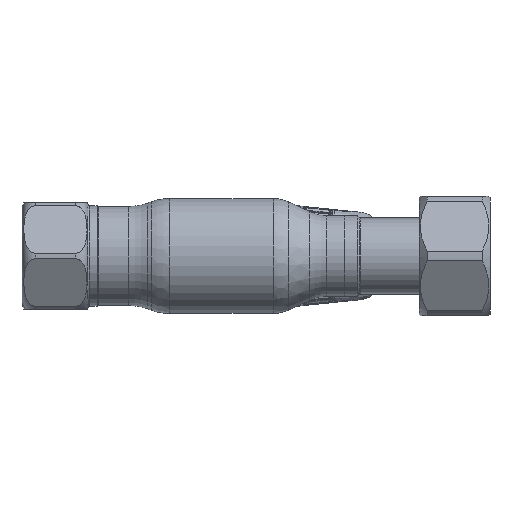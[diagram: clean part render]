
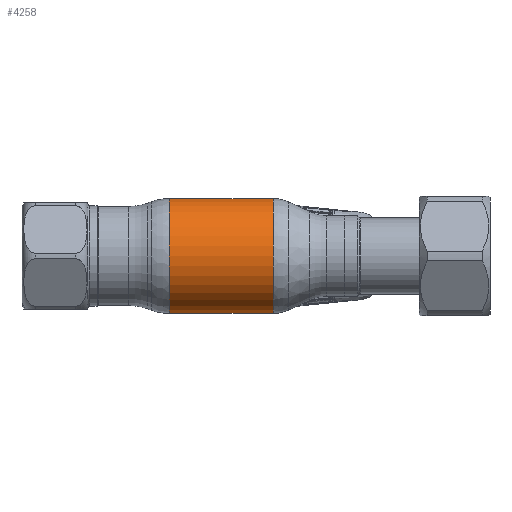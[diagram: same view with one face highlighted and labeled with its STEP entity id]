
A CAD part, front view. The second image highlights one B-rep face of the part: STEP entity #4258.
In plain terms, the highlighted cylindrical face has radius 13 mm (diameter 26 mm), a partial arc.
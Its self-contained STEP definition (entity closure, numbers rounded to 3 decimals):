
#733 = DIRECTION ( 'NONE',  ( 1., 0., 0. ) ) ;
#779 = VECTOR ( 'NONE', #20469, 1000. ) ;
#4011 = CARTESIAN_POINT ( 'NONE',  ( 62.69, 0., -13. ) ) ;
#4258 = ADVANCED_FACE ( 'NONE', ( #20173 ), #28817, .T. ) ;
#4290 = DIRECTION ( 'NONE',  ( 1., 0., 0. ) ) ;
#4558 = EDGE_LOOP ( 'NONE', ( #44408, #53440, #56088, #37277 ) ) ;
#6121 = CARTESIAN_POINT ( 'NONE',  ( 62.69, 0., 0. ) ) ;
#6661 = DIRECTION ( 'NONE',  ( 0., 0., -1. ) ) ;
#13825 = EDGE_CURVE ( 'NONE', #44193, #53671, #27657, .T. ) ;
#15170 = EDGE_CURVE ( 'NONE', #36251, #44193, #57584, .T. ) ;
#16247 = AXIS2_PLACEMENT_3D ( 'NONE', #54003, #30919, #49207 ) ;
#19292 = DIRECTION ( 'NONE',  ( 0., 0., -1. ) ) ;
#20173 = FACE_OUTER_BOUND ( 'NONE', #4558, .T. ) ;
#20469 = DIRECTION ( 'NONE',  ( 1., 0., 0. ) ) ;
#21550 = CIRCLE ( 'NONE', #54083, 13. ) ;
#22533 = LINE ( 'NONE', #4011, #28283 ) ;
#25326 = VERTEX_POINT ( 'NONE', #29368 ) ;
#27657 = CIRCLE ( 'NONE', #16247, 13. ) ;
#28283 = VECTOR ( 'NONE', #4290, 1000. ) ;
#28817 = CYLINDRICAL_SURFACE ( 'NONE', #35061, 13. ) ;
#29368 = CARTESIAN_POINT ( 'NONE',  ( -11.634, 0., -13. ) ) ;
#30252 = CARTESIAN_POINT ( 'NONE',  ( 11.876, 0., -13. ) ) ;
#30919 = DIRECTION ( 'NONE',  ( 1., 0., 0. ) ) ;
#34853 = CARTESIAN_POINT ( 'NONE',  ( 62.69, 0., 13. ) ) ;
#35061 = AXIS2_PLACEMENT_3D ( 'NONE', #6121, #733, #19292 ) ;
#36251 = VERTEX_POINT ( 'NONE', #44036 ) ;
#37277 = ORIENTED_EDGE ( 'NONE', *, *, #13825, .F. ) ;
#41330 = EDGE_CURVE ( 'NONE', #25326, #53671, #22533, .T. ) ;
#44036 = CARTESIAN_POINT ( 'NONE',  ( -11.634, 0., 13. ) ) ;
#44193 = VERTEX_POINT ( 'NONE', #58767 ) ;
#44361 = CARTESIAN_POINT ( 'NONE',  ( -11.634, 0., 0. ) ) ;
#44408 = ORIENTED_EDGE ( 'NONE', *, *, #15170, .F. ) ;
#47657 = DIRECTION ( 'NONE',  ( 1., 0., 0. ) ) ;
#49207 = DIRECTION ( 'NONE',  ( 0., 0., -1. ) ) ;
#52705 = EDGE_CURVE ( 'NONE', #36251, #25326, #21550, .T. ) ;
#53440 = ORIENTED_EDGE ( 'NONE', *, *, #52705, .T. ) ;
#53671 = VERTEX_POINT ( 'NONE', #30252 ) ;
#54003 = CARTESIAN_POINT ( 'NONE',  ( 11.876, 0., 0. ) ) ;
#54083 = AXIS2_PLACEMENT_3D ( 'NONE', #44361, #47657, #6661 ) ;
#56088 = ORIENTED_EDGE ( 'NONE', *, *, #41330, .T. ) ;
#57584 = LINE ( 'NONE', #34853, #779 ) ;
#58767 = CARTESIAN_POINT ( 'NONE',  ( 11.876, 0., 13. ) ) ;
